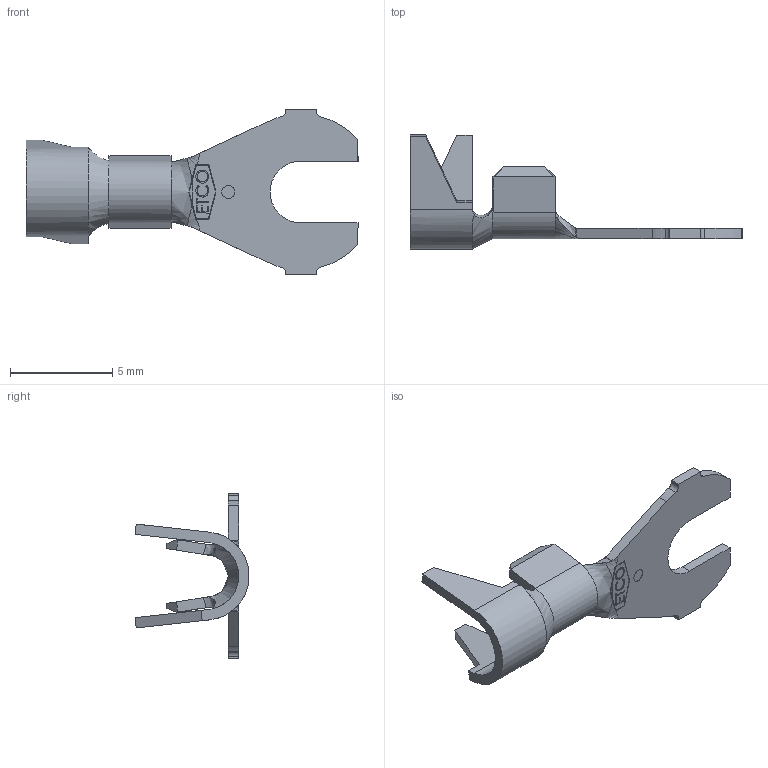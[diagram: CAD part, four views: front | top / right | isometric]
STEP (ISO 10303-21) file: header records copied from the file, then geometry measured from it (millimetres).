
FILE_DESCRIPTION (( 'STEP AP203' ), '1' );
FILE_NAME ('03910.STEP', '2019-12-30T15:26:36', ( 'tempuser' ), ( 'Microsoft' ), 'SwSTEP 2.0', 'SolidWorks 2019', '' );
FILE_SCHEMA (( 'CONFIG_CONTROL_DESIGN' ));
Length unit declared in the file: inch
Products named in the file (1): 03910
Bounding box: 16.26 x 5.58 x 8.13 mm (x, y, z)
Volume: 49.9 mm3; surface area: 239.7 mm2
Topology: 1 solids, 1 shells, 176 faces, 480 edges, 305 vertices
Faces by surface type: plane 111, bspline 38, cylinder 21, cone 6
Entity records: 7360 total; most frequent: CARTESIAN_POINT 3206, ORIENTED_EDGE 944, DIRECTION 682, EDGE_CURVE 472, LINE 312, VECTOR 312, VERTEX_POINT 305, AXIS2_PLACEMENT_3D 185
